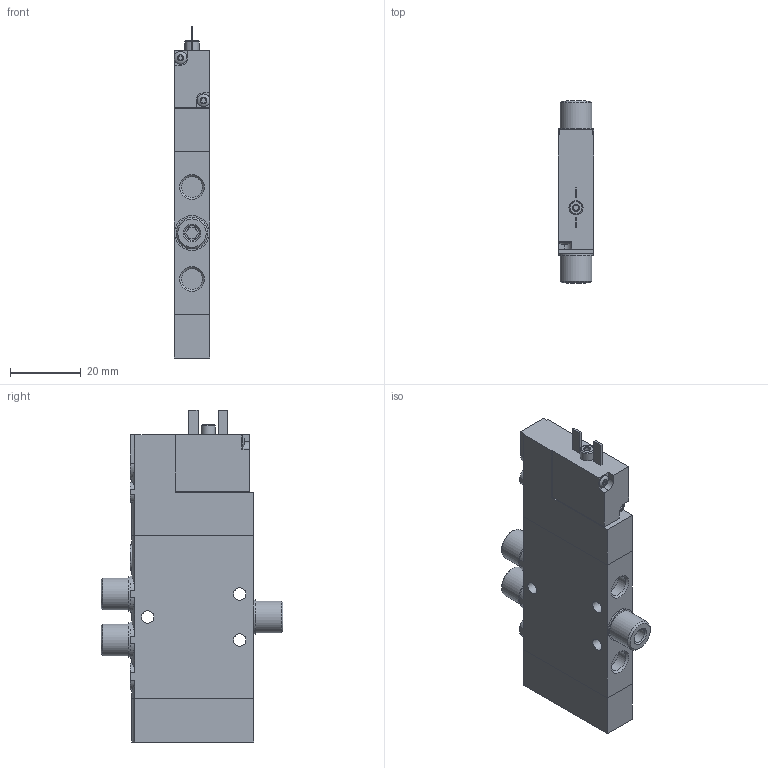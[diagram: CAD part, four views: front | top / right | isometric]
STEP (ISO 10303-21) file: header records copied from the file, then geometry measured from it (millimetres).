
FILE_DESCRIPTION(/* description */ ('STEP AP214'),/* implementation_level */ '2;1');
FILE_NAME(/* name */ '196884_CPE10-M1BH-5LS-M5',/* time_stamp */ '2024-08-06T16:09:11+02:00',/* author */ ('License CC BY-ND 4.0'),/* organization */ ('CADENAS'),/* preprocessor_version */ 'ST-DEVELOPER v19.3',/* originating_system */ 'PARTsolutions',/* authorisation */ ' ');
FILE_SCHEMA (('AUTOMOTIVE_DESIGN {1 0 10303 214 3 1 1}'));
Length unit declared in the file: millimetre
Products named in the file (6): 196884 CPE10-M1BH-5LS-M5; CPE10-...-5; 161359 D-M5I-M7A-ISK---(part); 130851 OK-M7; CPE10-KMYZ9_M1BH; CPE10-KAPPE_M1H
Assembly tree (9 placements, depth 2):
  196884 CPE10-M1BH-5LS-M5
    CPE10-...-5
    161359 D-M5I-M7A-ISK---(part)  x3
    130851 OK-M7  x3
    CPE10-KMYZ9_M1BH
    CPE10-KAPPE_M1H
Bounding box: 10.1 x 51.4 x 93.8 mm (x, y, z)
Volume: 30503.9 mm3; surface area: 13103.8 mm2
Topology: 9 solids, 9 shells, 211 faces, 480 edges, 307 vertices
Faces by surface type: plane 97, cylinder 71, cone 38, torus 5
Full cylindrical faces by diameter (mm): 1.567 x1, 2 x1, 2.459 x3, 3.5 x3, 3.6 x2, 4 x1, 4.134 x3, 4.55 x1, 5.917 x5, 6.4 x3, 7 x3, 9 x3, 9.8 x3
Entity records: 4726 total; most frequent: CARTESIAN_POINT 957, DIRECTION 755, ORIENTED_EDGE 674, EDGE_CURVE 337, AXIS2_PLACEMENT_3D 293, VERTEX_POINT 239, EDGE_LOOP 232, FACE_BOUND 232
